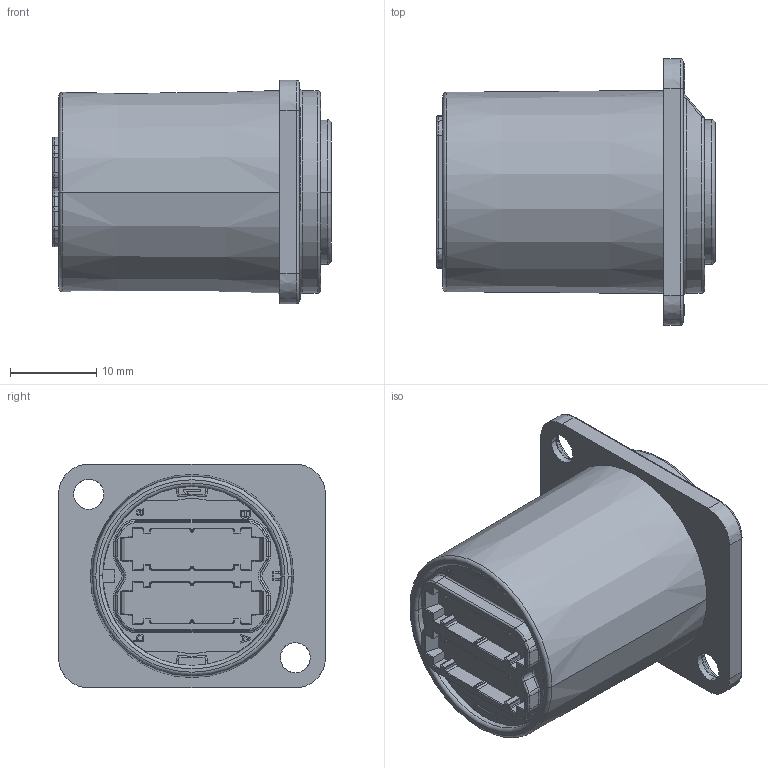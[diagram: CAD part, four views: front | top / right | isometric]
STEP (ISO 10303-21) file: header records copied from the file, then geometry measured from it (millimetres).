
FILE_DESCRIPTION((''),'2;1');
FILE_NAME('30009921','2023-01-09T11:22:16',('SYSTEM'),(''),'CREO PARAMETRIC BY PTC INC, 2021184','CREO PARAMETRIC BY PTC INC, 2021184','');
FILE_SCHEMA(('CONFIG_CONTROL_DESIGN'));
Length unit declared in the file: millimetre
Products named in the file (1): 30009921
Bounding box: 32.41 x 31 x 26 mm (x, y, z)
Volume: 11365.1 mm3; surface area: 11096.4 mm2
Topology: 2 solids, 5 shells, 2464 faces, 6068 edges, 3656 vertices
Faces by surface type: cylinder 725, plane 658, bspline 583, torus 231, cone 143, sphere 70, extrusion 54
Entity records: 95743 total; most frequent: CARTESIAN_POINT 42456, ORIENTED_EDGE 12132, DIRECTION 9714, EDGE_CURVE 6066, VERTEX_POINT 3656, AXIS2_PLACEMENT_3D 3590, EDGE_LOOP 2538, VECTOR 2534
